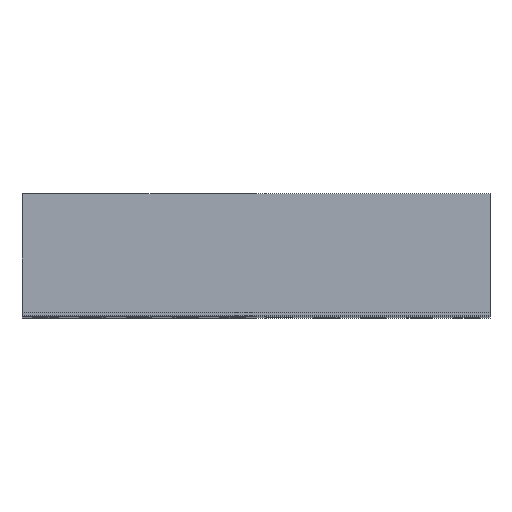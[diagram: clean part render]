
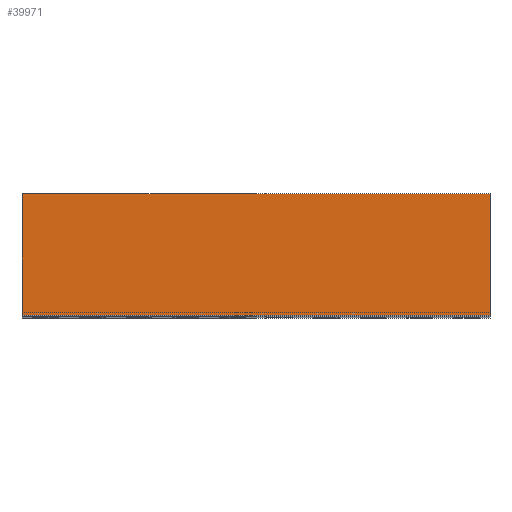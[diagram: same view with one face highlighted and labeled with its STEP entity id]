
A CAD part, top view. The second image highlights one B-rep face of the part: STEP entity #39971.
In plain terms, the highlighted planar face has unit normal (0, 0, 1).
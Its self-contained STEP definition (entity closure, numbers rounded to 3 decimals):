
#141 = CARTESIAN_POINT ( 'NONE',  ( -5., 0.04, 7. ) ) ;
#2239 = CARTESIAN_POINT ( 'NONE',  ( 5., 2.63, 7. ) ) ;
#2950 = DIRECTION ( 'NONE',  ( -1., 0., 0. ) ) ;
#3087 = VECTOR ( 'NONE', #2950, 1000. ) ;
#5027 = EDGE_LOOP ( 'NONE', ( #33520, #43701, #46506, #48135 ) ) ;
#8059 = CARTESIAN_POINT ( 'NONE',  ( -5., 2.63, 7. ) ) ;
#9013 = PLANE ( 'NONE',  #25245 ) ;
#9322 = LINE ( 'NONE', #2239, #28551 ) ;
#9646 = DIRECTION ( 'NONE',  ( 0., 0., -1. ) ) ;
#9716 = EDGE_CURVE ( 'NONE', #39278, #15527, #43373, .T. ) ;
#9924 = LINE ( 'NONE', #46495, #17506 ) ;
#10716 = VECTOR ( 'NONE', #21775, 1000. ) ;
#14264 = EDGE_CURVE ( 'NONE', #30946, #33398, #27700, .T. ) ;
#15527 = VERTEX_POINT ( 'NONE', #141 ) ;
#16975 = DIRECTION ( 'NONE',  ( -1., 0., 0. ) ) ;
#17506 = VECTOR ( 'NONE', #36131, 1000. ) ;
#21775 = DIRECTION ( 'NONE',  ( 1., 0., 0. ) ) ;
#24597 = DIRECTION ( 'NONE',  ( 0., -1., 0. ) ) ;
#25245 = AXIS2_PLACEMENT_3D ( 'NONE', #35423, #9646, #16975 ) ;
#27700 = LINE ( 'NONE', #8059, #10716 ) ;
#28551 = VECTOR ( 'NONE', #24597, 1000. ) ;
#29835 = EDGE_CURVE ( 'NONE', #33398, #39278, #9322, .T. ) ;
#30946 = VERTEX_POINT ( 'NONE', #46769 ) ;
#33398 = VERTEX_POINT ( 'NONE', #47399 ) ;
#33520 = ORIENTED_EDGE ( 'NONE', *, *, #9716, .F. ) ;
#34785 = EDGE_CURVE ( 'NONE', #30946, #15527, #9924, .T. ) ;
#35423 = CARTESIAN_POINT ( 'NONE',  ( -5., 2.63, 7. ) ) ;
#36131 = DIRECTION ( 'NONE',  ( 0., -1., 0. ) ) ;
#38293 = CARTESIAN_POINT ( 'NONE',  ( 5., 0.04, 7. ) ) ;
#39278 = VERTEX_POINT ( 'NONE', #38293 ) ;
#39971 = ADVANCED_FACE ( 'NONE', ( #43676 ), #9013, .F. ) ;
#40475 = CARTESIAN_POINT ( 'NONE',  ( 5., 0.04, 7. ) ) ;
#43373 = LINE ( 'NONE', #40475, #3087 ) ;
#43676 = FACE_OUTER_BOUND ( 'NONE', #5027, .T. ) ;
#43701 = ORIENTED_EDGE ( 'NONE', *, *, #29835, .F. ) ;
#46495 = CARTESIAN_POINT ( 'NONE',  ( -5., 2.63, 7. ) ) ;
#46506 = ORIENTED_EDGE ( 'NONE', *, *, #14264, .F. ) ;
#46769 = CARTESIAN_POINT ( 'NONE',  ( -5., 2.63, 7. ) ) ;
#47399 = CARTESIAN_POINT ( 'NONE',  ( 5., 2.63, 7. ) ) ;
#48135 = ORIENTED_EDGE ( 'NONE', *, *, #34785, .T. ) ;
